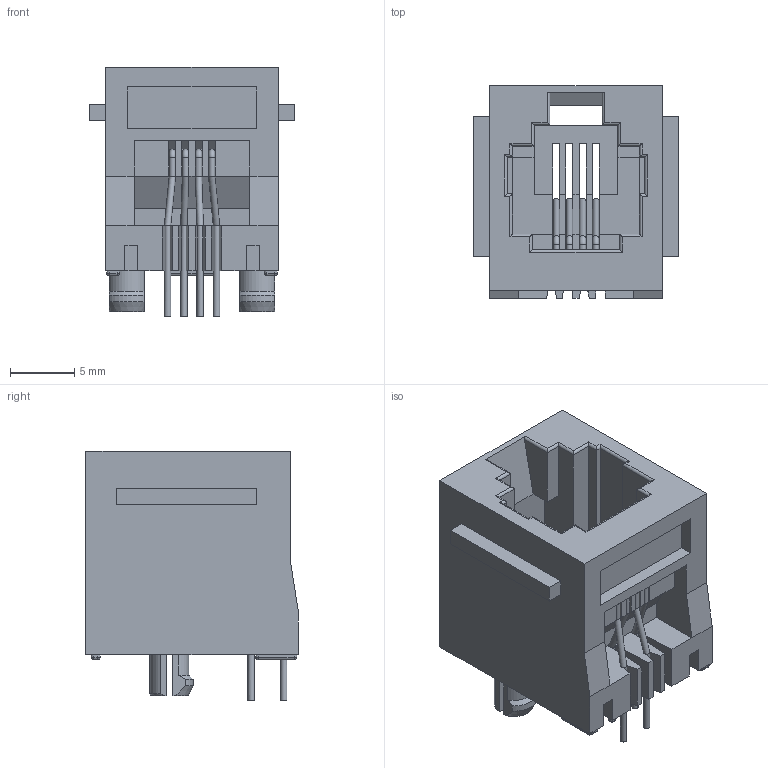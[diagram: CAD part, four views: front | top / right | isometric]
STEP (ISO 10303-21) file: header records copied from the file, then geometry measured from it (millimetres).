
FILE_DESCRIPTION(('STEP AP214'), '1');
FILE_NAME('A-2014-0-4-R', '2016-05-09T16:34:19', ('Nobody'), (''), 'ASCON STEP Converter 1.3', 'ASCON Math Kernel', '');
FILE_SCHEMA(('AUTOMOTIVE_DESIGN { 1 0 10303 214 3 1 1}'));
Length unit declared in the file: millimetre
Bounding box: 16 x 16.5 x 19.45 mm (x, y, z)
Volume: 1979.6 mm3; surface area: 2599 mm2
Topology: 1 solids, 1 shells, 305 faces, 795 edges, 478 vertices
Faces by surface type: plane 206, cylinder 69, sphere 12, torus 8, cone 6, bspline 4
Full cylindrical faces by diameter (mm): 0.5 x16
Entity records: 11600 total; most frequent: CARTESIAN_POINT 1833, ORIENTED_EDGE 1498, DIRECTION 1459, EDGE_CURVE 749, LINE 583, VECTOR 583, VERTEX_POINT 472, AXIS2_PLACEMENT_3D 438
